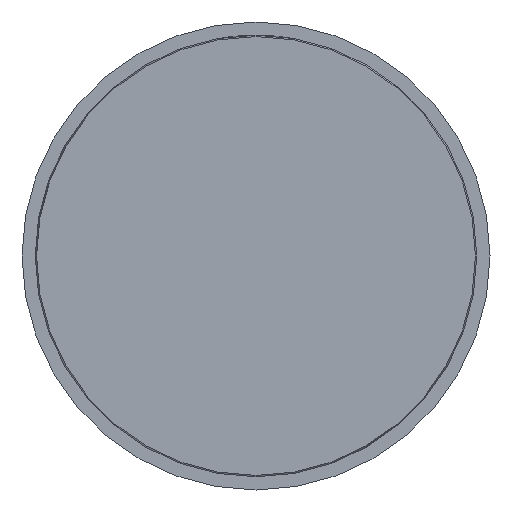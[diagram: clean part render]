
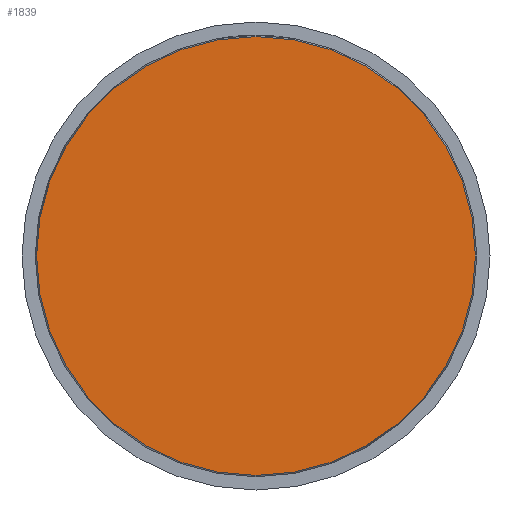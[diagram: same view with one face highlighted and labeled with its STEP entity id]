
A CAD part, front view. The second image highlights one B-rep face of the part: STEP entity #1839.
In plain terms, the highlighted planar face has unit normal (0, -1, 0).
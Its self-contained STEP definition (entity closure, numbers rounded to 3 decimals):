
#253 = DIRECTION ( 'NONE',  ( 0., 0., 1. ) ) ;
#584 = CARTESIAN_POINT ( 'NONE',  ( 0., -10., 0. ) ) ;
#733 = CIRCLE ( 'NONE', #2045, 2.485 ) ;
#878 = FACE_OUTER_BOUND ( 'NONE', #3883, .T. ) ;
#906 = DIRECTION ( 'NONE',  ( 0., 0., 1. ) ) ;
#1328 = ORIENTED_EDGE ( 'NONE', *, *, #3063, .F. ) ;
#1414 = DIRECTION ( 'NONE',  ( 0., 1., 0. ) ) ;
#1839 = ADVANCED_FACE ( 'Defeature ausgef�hrt1_5', ( #878 ), #2760, .F. ) ;
#1930 = ORIENTED_EDGE ( 'NONE', *, *, #2789, .F. ) ;
#2045 = AXIS2_PLACEMENT_3D ( 'NONE', #584, #3392, #906 ) ;
#2360 = CIRCLE ( 'NONE', #3177, 2.485 ) ;
#2533 = CARTESIAN_POINT ( 'NONE',  ( 0., -10., -2.485 ) ) ;
#2760 = PLANE ( 'NONE',  #4017 ) ;
#2789 = EDGE_CURVE ( 'Defeature ausgef�hrt1_4+Defeature ausgef�hrt1_5+Defeature ausgef�hrt1_5+Defeature ausgef�hrt1_5', #3427, #2904, #733, .T. ) ;
#2904 = VERTEX_POINT ( 'NONE', #3812 ) ;
#3063 = EDGE_CURVE ( 'Defeature ausgef�hrt1_4+Defeature ausgef�hrt1_5+Defeature ausgef�hrt1_5+Defeature ausgef�hrt1_5', #2904, #3427, #2360, .T. ) ;
#3177 = AXIS2_PLACEMENT_3D ( 'NONE', #3659, #1414, #3951 ) ;
#3392 = DIRECTION ( 'NONE',  ( 0., 1., 0. ) ) ;
#3427 = VERTEX_POINT ( 'NONE', #2533 ) ;
#3659 = CARTESIAN_POINT ( 'NONE',  ( 0., -10., 0. ) ) ;
#3673 = CARTESIAN_POINT ( 'NONE',  ( 0., -10., 0. ) ) ;
#3685 = DIRECTION ( 'NONE',  ( 0., 1., 0. ) ) ;
#3812 = CARTESIAN_POINT ( 'NONE',  ( 0., -10., 2.485 ) ) ;
#3883 = EDGE_LOOP ( 'NONE', ( #1328, #1930 ) ) ;
#3951 = DIRECTION ( 'NONE',  ( 0., 0., 1. ) ) ;
#4017 = AXIS2_PLACEMENT_3D ( 'NONE', #3673, #3685, #253 ) ;
